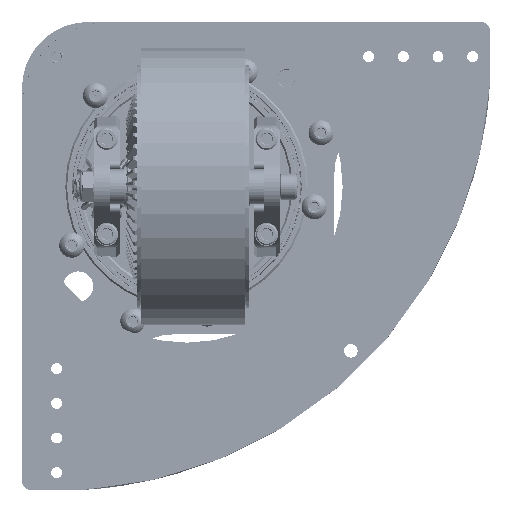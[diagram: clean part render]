
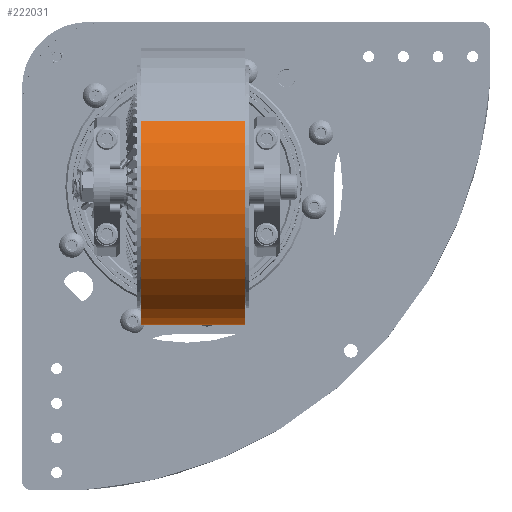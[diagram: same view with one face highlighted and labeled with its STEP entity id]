
A CAD part, front view. The second image highlights one B-rep face of the part: STEP entity #222031.
In plain terms, the highlighted cylindrical face has radius 50.8 mm (diameter 101.6 mm), a partial arc.
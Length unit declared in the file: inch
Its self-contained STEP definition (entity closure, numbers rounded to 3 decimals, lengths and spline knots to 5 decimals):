
#67 = EDGE_CURVE ( 'NONE', #97758, #151087, #60434, .T. ) ;
#2844 = CARTESIAN_POINT ( 'NONE',  ( 0.75, 0., -2. ) ) ;
#54261 = VERTEX_POINT ( 'NONE', #196092 ) ;
#60434 = CIRCLE ( 'NONE', #255218, 2. ) ;
#62857 = ORIENTED_EDGE ( 'NONE', *, *, #182171, .F. ) ;
#71430 = LINE ( 'NONE', #2844, #260182 ) ;
#75434 = DIRECTION ( 'NONE',  ( 1., 0., 0. ) ) ;
#76489 = CYLINDRICAL_SURFACE ( 'NONE', #88053, 2. ) ;
#79507 = DIRECTION ( 'NONE',  ( -1., 0., 0. ) ) ;
#88053 = AXIS2_PLACEMENT_3D ( 'NONE', #166401, #79507, #169402 ) ;
#94609 = EDGE_CURVE ( 'NONE', #132335, #97758, #231038, .T. ) ;
#97758 = VERTEX_POINT ( 'NONE', #201187 ) ;
#124716 = ORIENTED_EDGE ( 'NONE', *, *, #278047, .F. ) ;
#132335 = VERTEX_POINT ( 'NONE', #173964 ) ;
#138566 = EDGE_LOOP ( 'NONE', ( #62857, #124716, #245855, #176333 ) ) ;
#151087 = VERTEX_POINT ( 'NONE', #175063 ) ;
#162811 = VECTOR ( 'NONE', #186831, 39.37008 ) ;
#162862 = DIRECTION ( 'NONE',  ( -1., 0., 0. ) ) ;
#166401 = CARTESIAN_POINT ( 'NONE',  ( 0.75, 0., 0. ) ) ;
#169402 = DIRECTION ( 'NONE',  ( 0., 0., 1. ) ) ;
#173964 = CARTESIAN_POINT ( 'NONE',  ( 0.75, 0., 2. ) ) ;
#175063 = CARTESIAN_POINT ( 'NONE',  ( -0.75, 0., -2. ) ) ;
#176333 = ORIENTED_EDGE ( 'NONE', *, *, #67, .T. ) ;
#176376 = CARTESIAN_POINT ( 'NONE',  ( -0.75, 0., 0. ) ) ;
#182090 = DIRECTION ( 'NONE',  ( 1., 0., 0. ) ) ;
#182171 = EDGE_CURVE ( 'NONE', #54261, #151087, #71430, .T. ) ;
#186831 = DIRECTION ( 'NONE',  ( -1., 0., 0. ) ) ;
#189309 = CIRCLE ( 'NONE', #262156, 2. ) ;
#192697 = DIRECTION ( 'NONE',  ( 0., 0., -1. ) ) ;
#196092 = CARTESIAN_POINT ( 'NONE',  ( 0.75, 0., -2. ) ) ;
#197754 = DIRECTION ( 'NONE',  ( 0., 0., -1. ) ) ;
#201187 = CARTESIAN_POINT ( 'NONE',  ( -0.75, 0., 2. ) ) ;
#222031 = ADVANCED_FACE ( 'NONE', ( #288262 ), #76489, .T. ) ;
#231038 = LINE ( 'NONE', #301166, #162811 ) ;
#245855 = ORIENTED_EDGE ( 'NONE', *, *, #94609, .T. ) ;
#252335 = CARTESIAN_POINT ( 'NONE',  ( 0.75, 0., 0. ) ) ;
#255218 = AXIS2_PLACEMENT_3D ( 'NONE', #176376, #182090, #197754 ) ;
#260182 = VECTOR ( 'NONE', #162862, 39.37008 ) ;
#262156 = AXIS2_PLACEMENT_3D ( 'NONE', #252335, #75434, #192697 ) ;
#278047 = EDGE_CURVE ( 'NONE', #132335, #54261, #189309, .T. ) ;
#288262 = FACE_OUTER_BOUND ( 'NONE', #138566, .T. ) ;
#301166 = CARTESIAN_POINT ( 'NONE',  ( 0.75, 0., 2. ) ) ;
